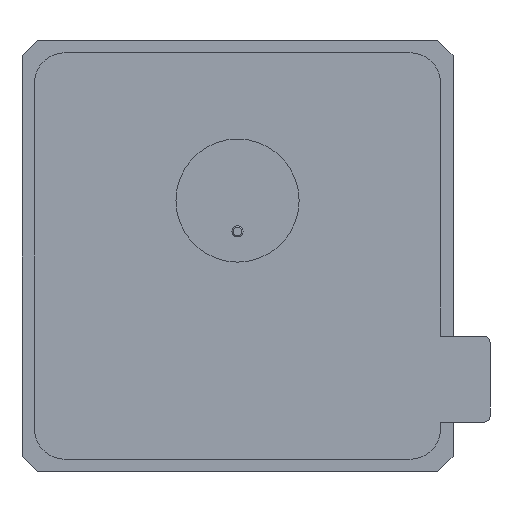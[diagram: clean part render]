
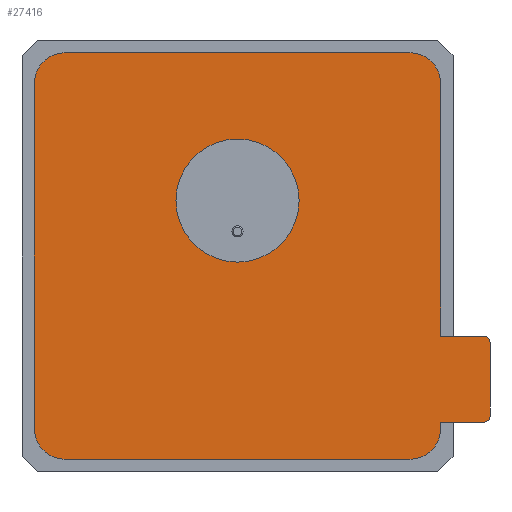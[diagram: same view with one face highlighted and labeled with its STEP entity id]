
A CAD part, front view. The second image highlights one B-rep face of the part: STEP entity #27416.
In plain terms, the highlighted planar face has unit normal (0, -1, 0).
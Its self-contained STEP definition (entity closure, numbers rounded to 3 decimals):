
#43 = CIRCLE ( 'NONE', #24070, 5. ) ;
#316 = CARTESIAN_POINT ( 'NONE',  ( 16.5, -0.15, -13.5 ) ) ;
#324 = CARTESIAN_POINT ( 'NONE',  ( -14., -0.15, -16.5 ) ) ;
#463 = LINE ( 'NONE', #316, #17510 ) ;
#583 = CARTESIAN_POINT ( 'NONE',  ( 20.5, -0.15, -13. ) ) ;
#645 = ORIENTED_EDGE ( 'NONE', *, *, #31774, .T. ) ;
#1107 = CARTESIAN_POINT ( 'NONE',  ( -14., -0.15, 16.5 ) ) ;
#1195 = VERTEX_POINT ( 'NONE', #14701 ) ;
#1490 = DIRECTION ( 'NONE',  ( 0., -1., 0. ) ) ;
#1710 = VERTEX_POINT ( 'NONE', #25652 ) ;
#1737 = ORIENTED_EDGE ( 'NONE', *, *, #22352, .F. ) ;
#1783 = DIRECTION ( 'NONE',  ( 0., -1., 0. ) ) ;
#1825 = EDGE_CURVE ( 'NONE', #9853, #19020, #17486, .T. ) ;
#2009 = EDGE_CURVE ( 'NONE', #1710, #24710, #22535, .T. ) ;
#2118 = CARTESIAN_POINT ( 'NONE',  ( 14., -0.15, -14. ) ) ;
#2126 = VERTEX_POINT ( 'NONE', #22828 ) ;
#2221 = PLANE ( 'NONE',  #12695 ) ;
#2327 = DIRECTION ( 'NONE',  ( 0., -1., 0. ) ) ;
#2408 = ORIENTED_EDGE ( 'NONE', *, *, #32040, .T. ) ;
#4352 = CARTESIAN_POINT ( 'NONE',  ( 20.5, -0.15, -13. ) ) ;
#4710 = CIRCLE ( 'NONE', #14043, 0.5 ) ;
#6004 = CARTESIAN_POINT ( 'NONE',  ( 20., -0.15, -7. ) ) ;
#6021 = EDGE_CURVE ( 'NONE', #1195, #14121, #19965, .T. ) ;
#6244 = AXIS2_PLACEMENT_3D ( 'NONE', #6508, #23835, #8858 ) ;
#6257 = ORIENTED_EDGE ( 'NONE', *, *, #15404, .T. ) ;
#6462 = DIRECTION ( 'NONE',  ( 0., 0., -1. ) ) ;
#6508 = CARTESIAN_POINT ( 'NONE',  ( -14., -0.15, -14. ) ) ;
#6944 = CARTESIAN_POINT ( 'NONE',  ( 0., -0.15, 9.5 ) ) ;
#8315 = EDGE_CURVE ( 'NONE', #19020, #20818, #463, .T. ) ;
#8395 = DIRECTION ( 'NONE',  ( 0., 0., -1. ) ) ;
#8425 = AXIS2_PLACEMENT_3D ( 'NONE', #26599, #21523, #26499 ) ;
#8858 = DIRECTION ( 'NONE',  ( 0., 0., 1. ) ) ;
#9069 = CARTESIAN_POINT ( 'NONE',  ( 20., -0.15, -6.5 ) ) ;
#9092 = DIRECTION ( 'NONE',  ( 0., -1., 0. ) ) ;
#9264 = CARTESIAN_POINT ( 'NONE',  ( 0., -0.15, 4.5 ) ) ;
#9536 = ORIENTED_EDGE ( 'NONE', *, *, #1825, .T. ) ;
#9853 = VERTEX_POINT ( 'NONE', #22317 ) ;
#9980 = CARTESIAN_POINT ( 'NONE',  ( 14., -0.15, 14. ) ) ;
#10432 = DIRECTION ( 'NONE',  ( 1., 0., 0. ) ) ;
#10563 = DIRECTION ( 'NONE',  ( 0., 0., 1. ) ) ;
#10894 = EDGE_CURVE ( 'NONE', #14121, #9853, #25936, .T. ) ;
#11378 = CARTESIAN_POINT ( 'NONE',  ( 16.5, -0.15, -14. ) ) ;
#11652 = DIRECTION ( 'NONE',  ( 0., 0., 1. ) ) ;
#11705 = VERTEX_POINT ( 'NONE', #21242 ) ;
#11878 = VECTOR ( 'NONE', #8395, 1000. ) ;
#11888 = EDGE_CURVE ( 'NONE', #20680, #25878, #25044, .T. ) ;
#12141 = DIRECTION ( 'NONE',  ( -1., 0., 0. ) ) ;
#12634 = CARTESIAN_POINT ( 'NONE',  ( 20.5, -0.15, -7. ) ) ;
#12651 = VECTOR ( 'NONE', #10432, 1000. ) ;
#12695 = AXIS2_PLACEMENT_3D ( 'NONE', #2118, #2327, #24783 ) ;
#12723 = DIRECTION ( 'NONE',  ( 0., 0., 1. ) ) ;
#12738 = DIRECTION ( 'NONE',  ( 1., 0., 0. ) ) ;
#13637 = VERTEX_POINT ( 'NONE', #583 ) ;
#13704 = CARTESIAN_POINT ( 'NONE',  ( -16.5, -0.15, -14. ) ) ;
#13797 = LINE ( 'NONE', #30133, #17237 ) ;
#13936 = DIRECTION ( 'NONE',  ( 0., -1., 0. ) ) ;
#14043 = AXIS2_PLACEMENT_3D ( 'NONE', #28510, #13936, #6462 ) ;
#14055 = VECTOR ( 'NONE', #28641, 1000. ) ;
#14121 = VERTEX_POINT ( 'NONE', #14344 ) ;
#14277 = DIRECTION ( 'NONE',  ( 0., 0., -1. ) ) ;
#14344 = CARTESIAN_POINT ( 'NONE',  ( 14., -0.15, -16.5 ) ) ;
#14349 = VERTEX_POINT ( 'NONE', #29467 ) ;
#14508 = ORIENTED_EDGE ( 'NONE', *, *, #23627, .T. ) ;
#14675 = EDGE_CURVE ( 'NONE', #19374, #1195, #24319, .T. ) ;
#14682 = EDGE_LOOP ( 'NONE', ( #23187, #9536, #26435, #645, #24344, #21967, #29941, #14508, #2408, #28724, #6257, #30051, #20159, #31449 ) ) ;
#14701 = CARTESIAN_POINT ( 'NONE',  ( -14., -0.15, -16.5 ) ) ;
#15404 = EDGE_CURVE ( 'NONE', #24710, #18961, #25016, .T. ) ;
#15554 = CARTESIAN_POINT ( 'NONE',  ( -16.5, -0.15, 14. ) ) ;
#16103 = FACE_OUTER_BOUND ( 'NONE', #14682, .T. ) ;
#16405 = AXIS2_PLACEMENT_3D ( 'NONE', #19175, #9092, #23845 ) ;
#17237 = VECTOR ( 'NONE', #10563, 1000. ) ;
#17486 = LINE ( 'NONE', #11378, #14055 ) ;
#17510 = VECTOR ( 'NONE', #12738, 1000. ) ;
#18409 = CARTESIAN_POINT ( 'NONE',  ( 0., -0.15, 4.5 ) ) ;
#18678 = VERTEX_POINT ( 'NONE', #6944 ) ;
#18786 = VECTOR ( 'NONE', #30365, 1000. ) ;
#18961 = VERTEX_POINT ( 'NONE', #15554 ) ;
#19020 = VERTEX_POINT ( 'NONE', #27887 ) ;
#19175 = CARTESIAN_POINT ( 'NONE',  ( -14., -0.15, 14. ) ) ;
#19374 = VERTEX_POINT ( 'NONE', #20629 ) ;
#19965 = LINE ( 'NONE', #324, #12651 ) ;
#20159 = ORIENTED_EDGE ( 'NONE', *, *, #14675, .T. ) ;
#20191 = CARTESIAN_POINT ( 'NONE',  ( 20., -0.15, -6.5 ) ) ;
#20240 = EDGE_CURVE ( 'NONE', #18961, #19374, #27332, .T. ) ;
#20625 = ORIENTED_EDGE ( 'NONE', *, *, #22112, .F. ) ;
#20629 = CARTESIAN_POINT ( 'NONE',  ( -16.5, -0.15, -14. ) ) ;
#20680 = VERTEX_POINT ( 'NONE', #12634 ) ;
#20818 = VERTEX_POINT ( 'NONE', #28942 ) ;
#20968 = EDGE_CURVE ( 'NONE', #25878, #14349, #21502, .T. ) ;
#21012 = DIRECTION ( 'NONE',  ( 0., 0., -1. ) ) ;
#21242 = CARTESIAN_POINT ( 'NONE',  ( 0., -0.15, -0.5 ) ) ;
#21502 = LINE ( 'NONE', #20191, #18786 ) ;
#21523 = DIRECTION ( 'NONE',  ( 0., -1., 0. ) ) ;
#21935 = AXIS2_PLACEMENT_3D ( 'NONE', #6004, #1490, #26533 ) ;
#21957 = CARTESIAN_POINT ( 'NONE',  ( -14., -0.15, 16.5 ) ) ;
#21967 = ORIENTED_EDGE ( 'NONE', *, *, #11888, .T. ) ;
#22112 = EDGE_CURVE ( 'NONE', #11705, #18678, #43, .T. ) ;
#22317 = CARTESIAN_POINT ( 'NONE',  ( 16.5, -0.15, -14. ) ) ;
#22352 = EDGE_CURVE ( 'NONE', #18678, #11705, #29050, .T. ) ;
#22535 = LINE ( 'NONE', #21957, #25618 ) ;
#22731 = LINE ( 'NONE', #4352, #26584 ) ;
#22828 = CARTESIAN_POINT ( 'NONE',  ( 16.5, -0.15, 14. ) ) ;
#23129 = FACE_BOUND ( 'NONE', #25627, .T. ) ;
#23187 = ORIENTED_EDGE ( 'NONE', *, *, #10894, .T. ) ;
#23627 = EDGE_CURVE ( 'NONE', #14349, #2126, #13797, .T. ) ;
#23835 = DIRECTION ( 'NONE',  ( 0., -1., 0. ) ) ;
#23845 = DIRECTION ( 'NONE',  ( 0., 0., 1. ) ) ;
#24070 = AXIS2_PLACEMENT_3D ( 'NONE', #9264, #1783, #14277 ) ;
#24319 = CIRCLE ( 'NONE', #6244, 2.5 ) ;
#24344 = ORIENTED_EDGE ( 'NONE', *, *, #26857, .T. ) ;
#24710 = VERTEX_POINT ( 'NONE', #1107 ) ;
#24783 = DIRECTION ( 'NONE',  ( 0., 0., -1. ) ) ;
#25016 = CIRCLE ( 'NONE', #16405, 2.5 ) ;
#25044 = CIRCLE ( 'NONE', #21935, 0.5 ) ;
#25132 = AXIS2_PLACEMENT_3D ( 'NONE', #18409, #26097, #21012 ) ;
#25618 = VECTOR ( 'NONE', #12141, 1000. ) ;
#25627 = EDGE_LOOP ( 'NONE', ( #1737, #20625 ) ) ;
#25652 = CARTESIAN_POINT ( 'NONE',  ( 14., -0.15, 16.5 ) ) ;
#25878 = VERTEX_POINT ( 'NONE', #9069 ) ;
#25936 = CIRCLE ( 'NONE', #8425, 2.5 ) ;
#26097 = DIRECTION ( 'NONE',  ( 0., -1., 0. ) ) ;
#26435 = ORIENTED_EDGE ( 'NONE', *, *, #8315, .T. ) ;
#26499 = DIRECTION ( 'NONE',  ( 0., 0., -1. ) ) ;
#26533 = DIRECTION ( 'NONE',  ( 0., 0., -1. ) ) ;
#26584 = VECTOR ( 'NONE', #11652, 1000. ) ;
#26599 = CARTESIAN_POINT ( 'NONE',  ( 14., -0.15, -14. ) ) ;
#26857 = EDGE_CURVE ( 'NONE', #13637, #20680, #22731, .T. ) ;
#27332 = LINE ( 'NONE', #13704, #11878 ) ;
#27416 = ADVANCED_FACE ( 'NONE', ( #16103, #23129 ), #2221, .T. ) ;
#27480 = DIRECTION ( 'NONE',  ( 0., -1., 0. ) ) ;
#27887 = CARTESIAN_POINT ( 'NONE',  ( 16.5, -0.15, -13.5 ) ) ;
#28510 = CARTESIAN_POINT ( 'NONE',  ( 20., -0.15, -13. ) ) ;
#28641 = DIRECTION ( 'NONE',  ( 0., 0., 1. ) ) ;
#28724 = ORIENTED_EDGE ( 'NONE', *, *, #2009, .T. ) ;
#28942 = CARTESIAN_POINT ( 'NONE',  ( 20., -0.15, -13.5 ) ) ;
#29050 = CIRCLE ( 'NONE', #25132, 5. ) ;
#29078 = CIRCLE ( 'NONE', #31233, 2.5 ) ;
#29467 = CARTESIAN_POINT ( 'NONE',  ( 16.5, -0.15, -6.5 ) ) ;
#29941 = ORIENTED_EDGE ( 'NONE', *, *, #20968, .T. ) ;
#30051 = ORIENTED_EDGE ( 'NONE', *, *, #20240, .T. ) ;
#30133 = CARTESIAN_POINT ( 'NONE',  ( 16.5, -0.15, -6.5 ) ) ;
#30365 = DIRECTION ( 'NONE',  ( -1., 0., 0. ) ) ;
#31233 = AXIS2_PLACEMENT_3D ( 'NONE', #9980, #27480, #12723 ) ;
#31449 = ORIENTED_EDGE ( 'NONE', *, *, #6021, .T. ) ;
#31774 = EDGE_CURVE ( 'NONE', #20818, #13637, #4710, .T. ) ;
#32040 = EDGE_CURVE ( 'NONE', #2126, #1710, #29078, .T. ) ;
